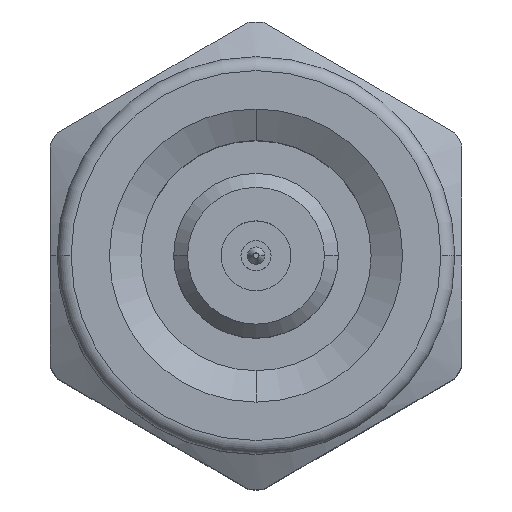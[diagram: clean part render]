
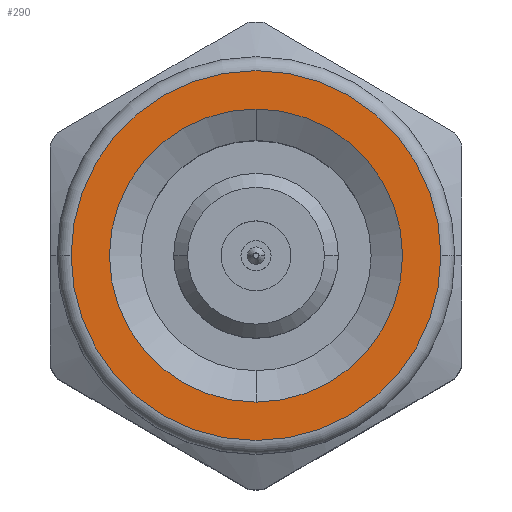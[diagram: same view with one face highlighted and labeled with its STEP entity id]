
A CAD part, top view. The second image highlights one B-rep face of the part: STEP entity #290.
In plain terms, the highlighted planar face has unit normal (0, 0, 1).
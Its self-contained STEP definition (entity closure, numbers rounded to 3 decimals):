
#81 = CIRCLE ( 'NONE', #793, 2.1 ) ;
#150 = EDGE_CURVE ( 'NONE', #697, #490, #3167, .T. ) ;
#177 = CARTESIAN_POINT ( 'NONE',  ( 0., 0., 9.98 ) ) ;
#265 = EDGE_CURVE ( 'NONE', #402, #307, #1080, .T. ) ;
#290 = ADVANCED_FACE ( 'NONE', ( #2486, #1950 ), #1343, .F. ) ;
#307 = VERTEX_POINT ( 'NONE', #750 ) ;
#402 = VERTEX_POINT ( 'NONE', #1120 ) ;
#483 = CARTESIAN_POINT ( 'NONE',  ( 0., 0., 9.98 ) ) ;
#490 = VERTEX_POINT ( 'NONE', #2913 ) ;
#583 = DIRECTION ( 'NONE',  ( -1., 0., 0. ) ) ;
#615 = AXIS2_PLACEMENT_3D ( 'NONE', #2859, #867, #583 ) ;
#639 = ORIENTED_EDGE ( 'NONE', *, *, #1191, .T. ) ;
#697 = VERTEX_POINT ( 'NONE', #2359 ) ;
#750 = CARTESIAN_POINT ( 'NONE',  ( 2.65, 0., 9.98 ) ) ;
#756 = DIRECTION ( 'NONE',  ( 0., -1., 0. ) ) ;
#766 = DIRECTION ( 'NONE',  ( -1., 0., 0. ) ) ;
#793 = AXIS2_PLACEMENT_3D ( 'NONE', #177, #1880, #756 ) ;
#867 = DIRECTION ( 'NONE',  ( 0., 0., 1. ) ) ;
#937 = ORIENTED_EDGE ( 'NONE', *, *, #3113, .F. ) ;
#942 = DIRECTION ( 'NONE',  ( 0., 0., 1. ) ) ;
#1027 = DIRECTION ( 'NONE',  ( 0., -1., 0. ) ) ;
#1080 = CIRCLE ( 'NONE', #2753, 2.65 ) ;
#1120 = CARTESIAN_POINT ( 'NONE',  ( -2.65, 0., 9.98 ) ) ;
#1191 = EDGE_CURVE ( 'NONE', #307, #402, #1447, .T. ) ;
#1221 = CARTESIAN_POINT ( 'NONE',  ( 0., 0., 9.98 ) ) ;
#1304 = DIRECTION ( 'NONE',  ( 0., 0., -1. ) ) ;
#1343 = PLANE ( 'NONE',  #3522 ) ;
#1447 = CIRCLE ( 'NONE', #615, 2.65 ) ;
#1768 = EDGE_LOOP ( 'NONE', ( #3493, #639 ) ) ;
#1880 = DIRECTION ( 'NONE',  ( 0., 0., 1. ) ) ;
#1950 = FACE_OUTER_BOUND ( 'NONE', #1768, .T. ) ;
#2010 = EDGE_LOOP ( 'NONE', ( #2754, #937 ) ) ;
#2084 = DIRECTION ( 'NONE',  ( 0., -1., 0. ) ) ;
#2359 = CARTESIAN_POINT ( 'NONE',  ( 0., -2.1, 9.98 ) ) ;
#2486 = FACE_BOUND ( 'NONE', #2010, .T. ) ;
#2753 = AXIS2_PLACEMENT_3D ( 'NONE', #483, #3375, #766 ) ;
#2754 = ORIENTED_EDGE ( 'NONE', *, *, #150, .F. ) ;
#2859 = CARTESIAN_POINT ( 'NONE',  ( 0., 0., 9.98 ) ) ;
#2913 = CARTESIAN_POINT ( 'NONE',  ( 0., 2.1, 9.98 ) ) ;
#3008 = CARTESIAN_POINT ( 'NONE',  ( 0., 0., 9.98 ) ) ;
#3046 = AXIS2_PLACEMENT_3D ( 'NONE', #1221, #942, #2084 ) ;
#3113 = EDGE_CURVE ( 'NONE', #490, #697, #81, .T. ) ;
#3167 = CIRCLE ( 'NONE', #3046, 2.1 ) ;
#3375 = DIRECTION ( 'NONE',  ( 0., 0., 1. ) ) ;
#3493 = ORIENTED_EDGE ( 'NONE', *, *, #265, .T. ) ;
#3522 = AXIS2_PLACEMENT_3D ( 'NONE', #3008, #1304, #1027 ) ;
